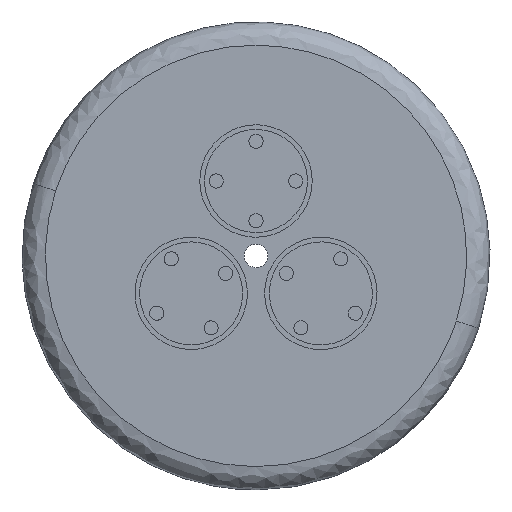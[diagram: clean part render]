
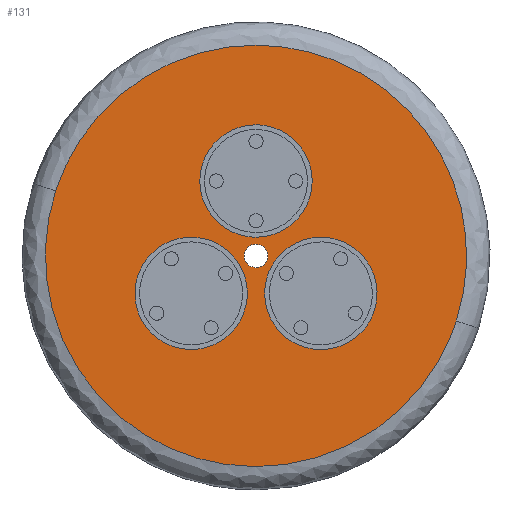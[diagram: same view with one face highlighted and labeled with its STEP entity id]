
A CAD part, front view. The second image highlights one B-rep face of the part: STEP entity #131.
In plain terms, the highlighted planar face has unit normal (0, -1, 0).
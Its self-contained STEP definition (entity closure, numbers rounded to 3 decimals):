
#72=FACE_BOUND('',#277,.T.);
#131=ADVANCED_FACE('',(#196,#72),#910,.T.);
#196=FACE_OUTER_BOUND('',#276,.T.);
#276=EDGE_LOOP('',(#502,#503,#504));
#277=EDGE_LOOP('',(#505,#506));
#502=ORIENTED_EDGE('',*,*,#654,.T.);
#503=ORIENTED_EDGE('',*,*,#653,.T.);
#504=ORIENTED_EDGE('',*,*,#652,.T.);
#505=ORIENTED_EDGE('',*,*,#656,.T.);
#506=ORIENTED_EDGE('',*,*,#655,.T.);
#652=EDGE_CURVE('',#874,#875,#745,.T.);
#653=EDGE_CURVE('',#876,#874,#746,.T.);
#654=EDGE_CURVE('',#875,#876,#747,.T.);
#655=EDGE_CURVE('',#877,#878,#748,.T.);
#656=EDGE_CURVE('',#878,#877,#749,.T.);
#745=(
BOUNDED_CURVE()
B_SPLINE_CURVE(2,(#2008,#2009,#2010,#2011,#2012),.UNSPECIFIED.,.F.,.F.)
B_SPLINE_CURVE_WITH_KNOTS((3,2,3),(0.,424.115,848.23),
 .UNSPECIFIED.)
CURVE()
GEOMETRIC_REPRESENTATION_ITEM()
RATIONAL_B_SPLINE_CURVE((1.,0.891,1.,0.891,1.))
REPRESENTATION_ITEM('')
);
#746=(
BOUNDED_CURVE()
B_SPLINE_CURVE(2,(#2013,#2014,#2015,#2016,#2017),.UNSPECIFIED.,.F.,.F.)
B_SPLINE_CURVE_WITH_KNOTS((3,2,3),(0.,706.858,1413.717),
 .UNSPECIFIED.)
CURVE()
GEOMETRIC_REPRESENTATION_ITEM()
RATIONAL_B_SPLINE_CURVE((1.,0.707,1.,0.707,1.))
REPRESENTATION_ITEM('')
);
#747=(
BOUNDED_CURVE()
B_SPLINE_CURVE(2,(#2018,#2019,#2020),.UNSPECIFIED.,.F.,.F.)
B_SPLINE_CURVE_WITH_KNOTS((3,3),(0.,565.487),.UNSPECIFIED.)
CURVE()
GEOMETRIC_REPRESENTATION_ITEM()
RATIONAL_B_SPLINE_CURVE((1.,0.809,1.))
REPRESENTATION_ITEM('')
);
#748=(
BOUNDED_CURVE()
B_SPLINE_CURVE(2,(#2021,#2022,#2023,#2024,#2025),.UNSPECIFIED.,.F.,.F.)
B_SPLINE_CURVE_WITH_KNOTS((3,2,3),(0.,39.27,78.54),
 .UNSPECIFIED.)
CURVE()
GEOMETRIC_REPRESENTATION_ITEM()
RATIONAL_B_SPLINE_CURVE((1.,0.707,1.,0.707,1.))
REPRESENTATION_ITEM('')
);
#749=(
BOUNDED_CURVE()
B_SPLINE_CURVE(2,(#2026,#2027,#2028,#2029,#2030),.UNSPECIFIED.,.F.,.F.)
B_SPLINE_CURVE_WITH_KNOTS((3,2,3),(0.,39.27,78.54),
 .UNSPECIFIED.)
CURVE()
GEOMETRIC_REPRESENTATION_ITEM()
RATIONAL_B_SPLINE_CURVE((1.,0.707,1.,0.707,1.))
REPRESENTATION_ITEM('')
);
#874=VERTEX_POINT('',#1993);
#875=VERTEX_POINT('',#1994);
#876=VERTEX_POINT('',#1995);
#877=VERTEX_POINT('',#1996);
#878=VERTEX_POINT('',#1997);
#910=PLANE('',#995);
#995=AXIS2_PLACEMENT_3D('',#1911,#1021,$);
#1021=DIRECTION('',(0.,-1.,0.));
#1911=CARTESIAN_POINT('',(-450.,0.,-450.));
#1993=CARTESIAN_POINT('',(427.975,0.,-139.058));
#1994=CARTESIAN_POINT('',(0.,0.,450.));
#1995=CARTESIAN_POINT('',(-427.975,0.,139.058));
#1996=CARTESIAN_POINT('',(0.,0.,-25.));
#1997=CARTESIAN_POINT('',(0.,0.,25.));
#2008=CARTESIAN_POINT('',(427.975,0.,-139.058));
#2009=CARTESIAN_POINT('',(498.829,0.,79.007));
#2010=CARTESIAN_POINT('',(364.058,0.,264.503));
#2011=CARTESIAN_POINT('',(229.286,0.,450.));
#2012=CARTESIAN_POINT('',(0.,0.,450.));
#2013=CARTESIAN_POINT('',(-427.975,0.,139.058));
#2014=CARTESIAN_POINT('',(-567.033,0.,-288.918));
#2015=CARTESIAN_POINT('',(-139.058,0.,-427.975));
#2016=CARTESIAN_POINT('',(288.918,0.,-567.033));
#2017=CARTESIAN_POINT('',(427.975,0.,-139.058));
#2018=CARTESIAN_POINT('',(0.,0.,450.));
#2019=CARTESIAN_POINT('',(-326.944,0.,450.));
#2020=CARTESIAN_POINT('',(-427.975,0.,139.058));
#2021=CARTESIAN_POINT('',(0.,0.,-25.));
#2022=CARTESIAN_POINT('',(-25.,0.,-25.));
#2023=CARTESIAN_POINT('',(-25.,0.,0.));
#2024=CARTESIAN_POINT('',(-25.,0.,25.));
#2025=CARTESIAN_POINT('',(0.,0.,25.));
#2026=CARTESIAN_POINT('',(0.,0.,25.));
#2027=CARTESIAN_POINT('',(25.,0.,25.));
#2028=CARTESIAN_POINT('',(25.,0.,0.));
#2029=CARTESIAN_POINT('',(25.,0.,-25.));
#2030=CARTESIAN_POINT('',(0.,0.,-25.));
